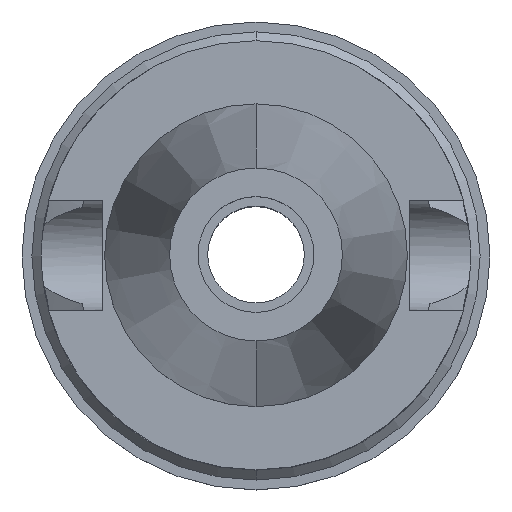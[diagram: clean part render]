
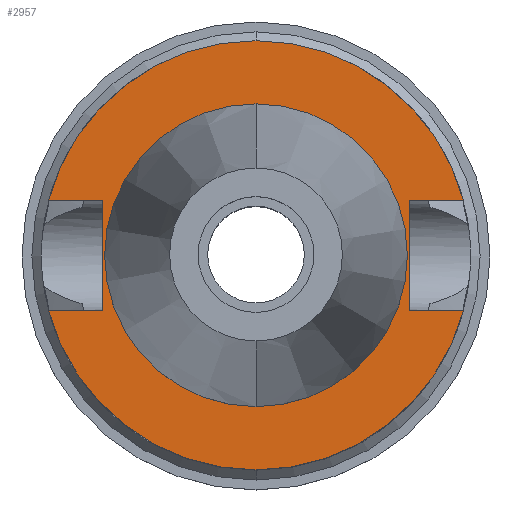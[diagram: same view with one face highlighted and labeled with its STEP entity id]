
A CAD part, top view. The second image highlights one B-rep face of the part: STEP entity #2957.
In plain terms, the highlighted planar face has unit normal (0, 0, 1).
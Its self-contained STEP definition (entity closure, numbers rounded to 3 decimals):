
#94=DIRECTION('',(0.,1.,0.));
#95=VECTOR('',#94,16.1);
#96=CARTESIAN_POINT('',(-22.5,-8.05,-2.));
#97=LINE('',#96,#95);
#101=DIRECTION('',(-1.,0.,0.));
#102=VECTOR('',#101,7.954);
#103=CARTESIAN_POINT('',(-22.5,8.05,-2.));
#104=LINE('',#103,#102);
#108=CARTESIAN_POINT('',(0.,0.,-2.));
#109=DIRECTION('',(0.,0.,-1.));
#110=DIRECTION('',(-0.967,0.256,0.));
#111=AXIS2_PLACEMENT_3D('',#108,#109,#110);
#116=CARTESIAN_POINT('',(0.,0.,-2.));
#117=DIRECTION('',(0.,0.,-1.));
#118=DIRECTION('',(0.,1.,0.));
#119=AXIS2_PLACEMENT_3D('',#116,#117,#118);
#124=DIRECTION('',(0.,-1.,0.));
#125=VECTOR('',#124,16.1);
#126=CARTESIAN_POINT('',(22.5,8.05,-2.));
#127=LINE('',#126,#125);
#131=DIRECTION('',(1.,0.,0.));
#132=VECTOR('',#131,7.954);
#133=CARTESIAN_POINT('',(22.5,-8.05,-2.));
#134=LINE('',#133,#132);
#138=CARTESIAN_POINT('',(0.,0.,-2.));
#139=DIRECTION('',(0.,0.,-1.));
#140=DIRECTION('',(0.967,-0.256,0.));
#141=AXIS2_PLACEMENT_3D('',#138,#139,#140);
#146=CARTESIAN_POINT('',(0.,0.,-2.));
#147=DIRECTION('',(0.,0.,-1.));
#148=DIRECTION('',(0.,-1.,0.));
#149=AXIS2_PLACEMENT_3D('',#146,#147,#148);
#154=CARTESIAN_POINT('',(0.,0.,-2.));
#155=DIRECTION('',(0.,0.,1.));
#156=DIRECTION('',(0.,-1.,0.));
#157=AXIS2_PLACEMENT_3D('',#154,#155,#156);
#162=CARTESIAN_POINT('',(0.,0.,-2.));
#163=DIRECTION('',(0.,0.,1.));
#164=DIRECTION('',(0.,1.,0.));
#165=AXIS2_PLACEMENT_3D('',#162,#163,#164);
#200=DIRECTION('',(-1.,0.,0.));
#201=VECTOR('',#200,7.954);
#202=CARTESIAN_POINT('',(-22.5,-8.05,-2.));
#203=LINE('',#202,#201);
#337=DIRECTION('',(1.,0.,0.));
#338=VECTOR('',#337,7.954);
#339=CARTESIAN_POINT('',(22.5,8.05,-2.));
#340=LINE('',#339,#338);
#2748=CARTESIAN_POINT('',(-22.5,-8.05,-2.));
#2749=VERTEX_POINT('',#2748);
#2750=CARTESIAN_POINT('',(-30.454,-8.05,-2.));
#2751=VERTEX_POINT('',#2750);
#2754=CARTESIAN_POINT('',(-22.5,8.05,-2.));
#2755=VERTEX_POINT('',#2754);
#2756=CARTESIAN_POINT('',(-30.454,8.05,-2.));
#2757=VERTEX_POINT('',#2756);
#2758=CARTESIAN_POINT('',(0.,31.5,-2.));
#2759=CARTESIAN_POINT('',(30.454,8.05,-2.));
#2760=VERTEX_POINT('',#2758);
#2761=VERTEX_POINT('',#2759);
#2762=CARTESIAN_POINT('',(22.5,8.05,-2.));
#2763=VERTEX_POINT('',#2762);
#2764=CARTESIAN_POINT('',(22.5,-8.05,-2.));
#2765=VERTEX_POINT('',#2764);
#2766=CARTESIAN_POINT('',(30.454,-8.05,-2.));
#2767=VERTEX_POINT('',#2766);
#2768=CARTESIAN_POINT('',(0.,-31.5,-2.));
#2769=VERTEX_POINT('',#2768);
#2770=CARTESIAN_POINT('',(0.,-22.225,-2.));
#2771=CARTESIAN_POINT('',(0.,22.225,-2.));
#2772=VERTEX_POINT('',#2770);
#2773=VERTEX_POINT('',#2771);
#2926=CARTESIAN_POINT('',(0.,0.,-2.));
#2927=DIRECTION('',(0.,0.,-1.));
#2928=DIRECTION('',(0.,-1.,0.));
#2929=AXIS2_PLACEMENT_3D('',#2926,#2927,#2928);
#2930=PLANE('',#2929);
#2932=ORIENTED_EDGE('',*,*,#2931,.T.);
#2934=ORIENTED_EDGE('',*,*,#2933,.T.);
#2936=ORIENTED_EDGE('',*,*,#2935,.T.);
#2938=ORIENTED_EDGE('',*,*,#2937,.T.);
#2940=ORIENTED_EDGE('',*,*,#2939,.F.);
#2942=ORIENTED_EDGE('',*,*,#2941,.T.);
#2944=ORIENTED_EDGE('',*,*,#2943,.T.);
#2946=ORIENTED_EDGE('',*,*,#2945,.T.);
#2948=ORIENTED_EDGE('',*,*,#2947,.T.);
#2950=ORIENTED_EDGE('',*,*,#2949,.F.);
#2951=EDGE_LOOP('',(#2932,#2934,#2936,#2938,#2940,#2942,#2944,#2946,#2948,
#2950));
#2952=FACE_OUTER_BOUND('',#2951,.F.);
#2953=ORIENTED_EDGE('',*,*,#2905,.T.);
#2954=ORIENTED_EDGE('',*,*,#2921,.T.);
#2955=EDGE_LOOP('',(#2953,#2954));
#2956=FACE_BOUND('',#2955,.F.);
#112=CIRCLE('',#111,31.5);
#120=CIRCLE('',#119,31.5);
#142=CIRCLE('',#141,31.5);
#150=CIRCLE('',#149,31.5);
#158=CIRCLE('',#157,22.225);
#166=CIRCLE('',#165,22.225);
#2905=EDGE_CURVE('',#2772,#2773,#158,.T.);
#2921=EDGE_CURVE('',#2773,#2772,#166,.T.);
#2931=EDGE_CURVE('',#2749,#2755,#97,.T.);
#2933=EDGE_CURVE('',#2755,#2757,#104,.T.);
#2935=EDGE_CURVE('',#2757,#2760,#112,.T.);
#2937=EDGE_CURVE('',#2760,#2761,#120,.T.);
#2939=EDGE_CURVE('',#2763,#2761,#340,.T.);
#2941=EDGE_CURVE('',#2763,#2765,#127,.T.);
#2943=EDGE_CURVE('',#2765,#2767,#134,.T.);
#2945=EDGE_CURVE('',#2767,#2769,#142,.T.);
#2947=EDGE_CURVE('',#2769,#2751,#150,.T.);
#2949=EDGE_CURVE('',#2749,#2751,#203,.T.);
#2957=ADVANCED_FACE('',(#2952,#2956),#2930,.F.);
